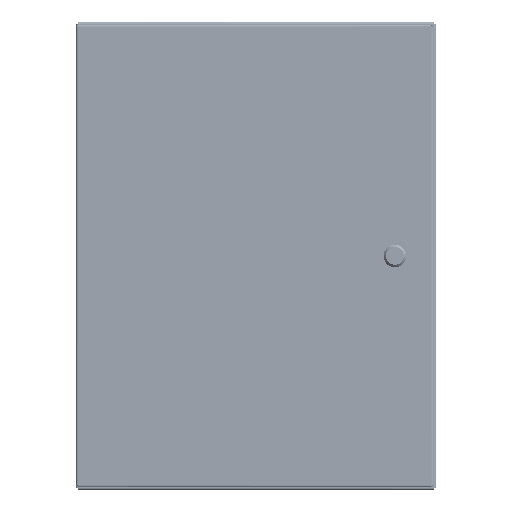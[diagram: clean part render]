
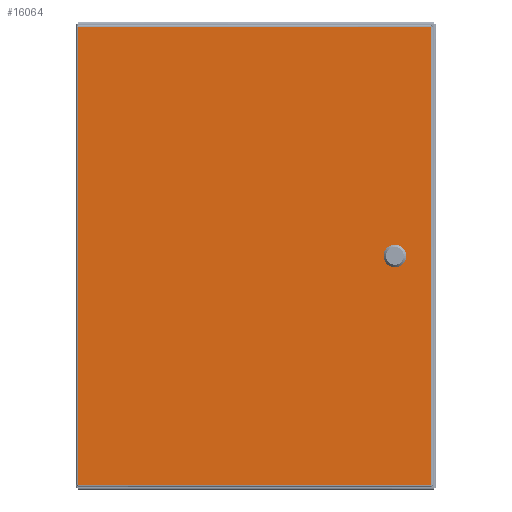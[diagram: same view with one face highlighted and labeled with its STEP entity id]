
A CAD part, top view. The second image highlights one B-rep face of the part: STEP entity #16064.
In plain terms, the highlighted planar face has unit normal (0, 0, 1).
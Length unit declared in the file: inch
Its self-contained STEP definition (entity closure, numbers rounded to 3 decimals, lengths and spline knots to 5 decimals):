
#884=PLANE('',#17341);
#1674=LINE('',#30884,#2850);
#1682=LINE('',#30970,#2858);
#1697=LINE('',#31070,#2873);
#1712=LINE('',#31169,#2888);
#1725=LINE('',#31260,#2901);
#1726=LINE('',#31264,#2902);
#1727=LINE('',#31268,#2903);
#1728=LINE('',#31271,#2904);
#2850=VECTOR('',#20247,22.2895);
#2858=VECTOR('',#20263,17.1645);
#2873=VECTOR('',#20292,17.1645);
#2888=VECTOR('',#20321,22.2895);
#2901=VECTOR('',#20350,0.42712);
#2902=VECTOR('',#20353,0.42712);
#2903=VECTOR('',#20356,0.42712);
#2904=VECTOR('',#20359,0.42712);
#3716=FACE_BOUND('',#5470,.T.);
#4291=FACE_OUTER_BOUND('',#5469,.T.);
#5469=EDGE_LOOP('',(#12341,#12342,#12343,#12344));
#5470=EDGE_LOOP('',(#12345,#12346,#12347,#12348,#12349,#12350,#12351,#12352));
#6316=CIRCLE('',#17342,0.453);
#6317=CIRCLE('',#17343,0.453);
#6318=CIRCLE('',#17344,0.453);
#6319=CIRCLE('',#17345,0.453);
#7343=VERTEX_POINT('',#30875);
#7344=VERTEX_POINT('',#30883);
#7350=VERTEX_POINT('',#30962);
#7360=VERTEX_POINT('',#31069);
#7376=VERTEX_POINT('',#31256);
#7377=VERTEX_POINT('',#31257);
#7378=VERTEX_POINT('',#31259);
#7379=VERTEX_POINT('',#31261);
#7380=VERTEX_POINT('',#31263);
#7381=VERTEX_POINT('',#31265);
#7382=VERTEX_POINT('',#31267);
#7383=VERTEX_POINT('',#31269);
#9075=EDGE_CURVE('',#7344,#7343,#1674,.T.);
#9087=EDGE_CURVE('',#7343,#7350,#1682,.T.);
#9106=EDGE_CURVE('',#7360,#7344,#1697,.T.);
#9125=EDGE_CURVE('',#7350,#7360,#1712,.T.);
#9141=EDGE_CURVE('',#7376,#7377,#6316,.T.);
#9142=EDGE_CURVE('',#7377,#7378,#1725,.T.);
#9143=EDGE_CURVE('',#7378,#7379,#6317,.T.);
#9144=EDGE_CURVE('',#7379,#7380,#1726,.T.);
#9145=EDGE_CURVE('',#7380,#7381,#6318,.T.);
#9146=EDGE_CURVE('',#7381,#7382,#1727,.T.);
#9147=EDGE_CURVE('',#7382,#7383,#6319,.T.);
#9148=EDGE_CURVE('',#7383,#7376,#1728,.T.);
#12341=ORIENTED_EDGE('',*,*,#9075,.T.);
#12342=ORIENTED_EDGE('',*,*,#9087,.T.);
#12343=ORIENTED_EDGE('',*,*,#9125,.T.);
#12344=ORIENTED_EDGE('',*,*,#9106,.T.);
#12345=ORIENTED_EDGE('',*,*,#9141,.T.);
#12346=ORIENTED_EDGE('',*,*,#9142,.T.);
#12347=ORIENTED_EDGE('',*,*,#9143,.T.);
#12348=ORIENTED_EDGE('',*,*,#9144,.T.);
#12349=ORIENTED_EDGE('',*,*,#9145,.T.);
#12350=ORIENTED_EDGE('',*,*,#9146,.T.);
#12351=ORIENTED_EDGE('',*,*,#9147,.T.);
#12352=ORIENTED_EDGE('',*,*,#9148,.T.);
#16064=ADVANCED_FACE('',(#4291,#3716),#884,.T.);
#17341=AXIS2_PLACEMENT_3D('',#31255,#20346,#20347);
#17342=AXIS2_PLACEMENT_3D('',#31258,#20348,#20349);
#17343=AXIS2_PLACEMENT_3D('',#31262,#20351,#20352);
#17344=AXIS2_PLACEMENT_3D('',#31266,#20354,#20355);
#17345=AXIS2_PLACEMENT_3D('',#31270,#20357,#20358);
#20247=DIRECTION('',(0.,-1.,0.));
#20263=DIRECTION('',(1.,0.,0.));
#20292=DIRECTION('',(-1.,0.,0.));
#20321=DIRECTION('',(0.,1.,0.));
#20346=DIRECTION('center_axis',(0.,0.,1.));
#20347=DIRECTION('ref_axis',(1.,0.,0.));
#20348=DIRECTION('center_axis',(0.,0.,-1.));
#20349=DIRECTION('ref_axis',(0.882,0.471,0.));
#20350=DIRECTION('',(0.,-1.,0.));
#20351=DIRECTION('center_axis',(0.,0.,-1.));
#20352=DIRECTION('ref_axis',(0.471,-0.882,0.));
#20353=DIRECTION('',(-1.,0.,0.));
#20354=DIRECTION('center_axis',(0.,0.,-1.));
#20355=DIRECTION('ref_axis',(-0.882,-0.471,0.));
#20356=DIRECTION('',(0.,1.,0.));
#20357=DIRECTION('center_axis',(0.,0.,-1.));
#20358=DIRECTION('ref_axis',(-0.471,0.882,0.));
#20359=DIRECTION('',(1.,0.,0.));
#30875=CARTESIAN_POINT('',(0.10525,-22.39475,0.074));
#30883=CARTESIAN_POINT('',(0.10525,-0.10525,0.074));
#30884=CARTESIAN_POINT('',(0.10525,-5.67763,0.074));
#30962=CARTESIAN_POINT('',(17.26975,-22.39475,0.074));
#30970=CARTESIAN_POINT('',(4.39638,-22.39475,0.074));
#31069=CARTESIAN_POINT('',(17.26975,-0.10525,0.074));
#31070=CARTESIAN_POINT('',(12.97863,-0.10525,0.074));
#31169=CARTESIAN_POINT('',(17.26975,-16.82238,0.074));
#31255=CARTESIAN_POINT('Origin',(8.6875,-11.25,0.074));
#31256=CARTESIAN_POINT('',(15.71362,-10.8505,0.074));
#31257=CARTESIAN_POINT('',(15.8995,-11.03644,0.074));
#31258=CARTESIAN_POINT('Origin',(15.49998,-11.24995,0.074));
#31259=CARTESIAN_POINT('',(15.8995,-11.46356,0.074));
#31260=CARTESIAN_POINT('',(15.8995,-11.35678,0.074));
#31261=CARTESIAN_POINT('',(15.71356,-11.6495,0.074));
#31262=CARTESIAN_POINT('Origin',(15.5,-11.25,0.074));
#31263=CARTESIAN_POINT('',(15.28644,-11.6495,0.074));
#31264=CARTESIAN_POINT('',(11.98697,-11.6495,0.074));
#31265=CARTESIAN_POINT('',(15.1005,-11.46356,0.074));
#31266=CARTESIAN_POINT('Origin',(15.5,-11.25,0.074));
#31267=CARTESIAN_POINT('',(15.1005,-11.03644,0.074));
#31268=CARTESIAN_POINT('',(15.1005,-11.14322,0.074));
#31269=CARTESIAN_POINT('',(15.2865,-10.8505,0.074));
#31270=CARTESIAN_POINT('Origin',(15.49998,-11.25005,0.074));
#31271=CARTESIAN_POINT('',(12.20056,-10.8505,0.074));
